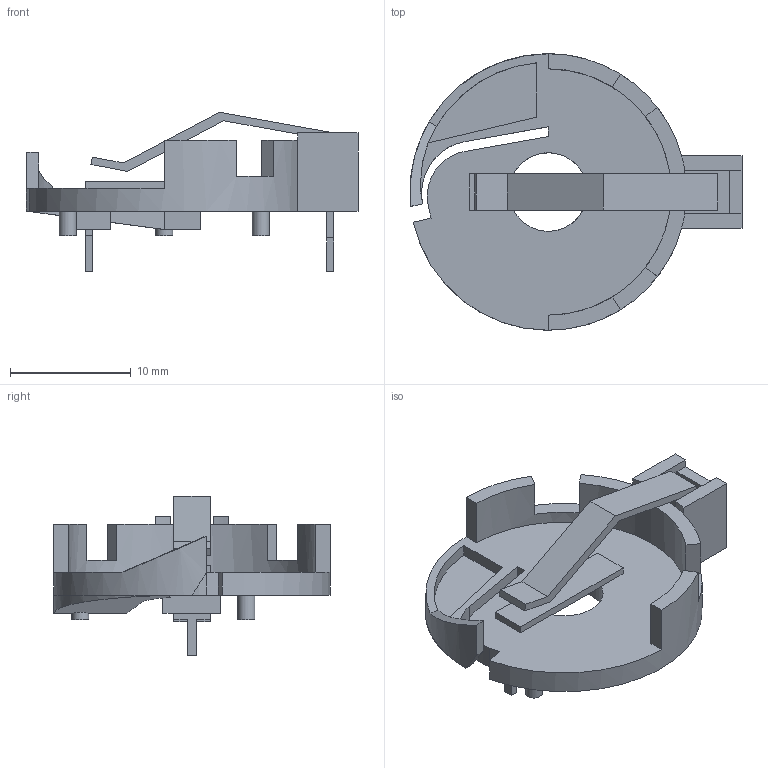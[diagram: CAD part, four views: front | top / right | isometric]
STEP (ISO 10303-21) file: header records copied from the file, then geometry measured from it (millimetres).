
FILE_DESCRIPTION(/* description */ (''),/* implementation_level */ '2;1');
FILE_NAME(/* name */ 'KLS5-CR2032.stp',/* time_stamp */ '2014-08-17T12:50:38+03:00',/* author */ ('Vladimir'),/* organization */ (''),/* preprocessor_version */ 'ST-DEVELOPER v15.6',/* originating_system */ 'Autodesk Inventor 2015',/* authorisation */ '');
FILE_SCHEMA (('AUTOMOTIVE_DESIGN { 1 0 10303 214 3 1 1 }'));
Length unit declared in the file: millimetre
Products named in the file (1): Деталь1
Bounding box: 27.5 x 22.9 x 13.21 mm (x, y, z)
Volume: 1122.3 mm3; surface area: 1810.4 mm2
Topology: 1 solids, 1 shells, 103 faces, 270 edges, 173 vertices
Faces by surface type: plane 87, cylinder 14, bspline 2
Full cylindrical faces by diameter (mm): 1.4 x3, 6.5 x1
Entity records: 3170 total; most frequent: CARTESIAN_POINT 549, ORIENTED_EDGE 528, DIRECTION 526, EDGE_CURVE 264, LINE 206, VECTOR 206, VERTEX_POINT 171, AXIS2_PLACEMENT_3D 160
